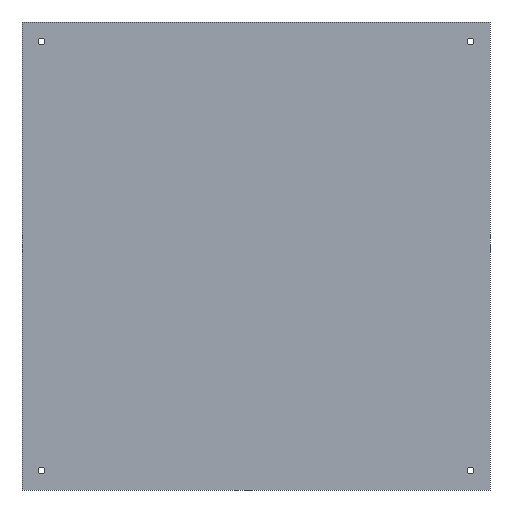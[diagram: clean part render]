
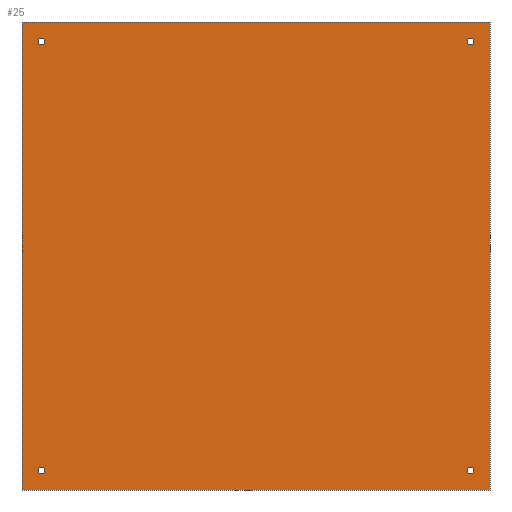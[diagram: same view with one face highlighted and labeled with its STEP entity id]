
A CAD part, front view. The second image highlights one B-rep face of the part: STEP entity #25.
In plain terms, the highlighted planar face has unit normal (0, -1, 0).
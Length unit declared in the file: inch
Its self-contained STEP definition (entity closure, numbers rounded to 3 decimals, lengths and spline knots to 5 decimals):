
#4 = DIRECTION ( 'NONE',  ( 0., 1., 0. ) ) ;
#25 = ADVANCED_FACE ( 'NONE', ( #346, #284, #223, #71, #178 ), #105, .F. ) ;
#26 = DIRECTION ( 'NONE',  ( 0., 1., 0. ) ) ;
#27 = LINE ( 'NONE', #187, #103 ) ;
#29 = CARTESIAN_POINT ( 'NONE',  ( -10.5, -0.0747, 10.5 ) ) ;
#32 = DIRECTION ( 'NONE',  ( 0., 0., 1. ) ) ;
#37 = DIRECTION ( 'NONE',  ( -1., 0., 0. ) ) ;
#38 = CIRCLE ( 'NONE', #85, 0.156 ) ;
#40 = ORIENTED_EDGE ( 'NONE', *, *, #133, .T. ) ;
#43 = CIRCLE ( 'NONE', #188, 0.156 ) ;
#49 = ORIENTED_EDGE ( 'NONE', *, *, #283, .F. ) ;
#54 = DIRECTION ( 'NONE',  ( 0., 1., 0. ) ) ;
#58 = CARTESIAN_POINT ( 'NONE',  ( -9.625, -0.0747, -9.625 ) ) ;
#60 = DIRECTION ( 'NONE',  ( 0., 0., 1. ) ) ;
#69 = AXIS2_PLACEMENT_3D ( 'NONE', #294, #327, #221 ) ;
#71 = FACE_BOUND ( 'NONE', #347, .T. ) ;
#72 = ORIENTED_EDGE ( 'NONE', *, *, #257, .F. ) ;
#79 = EDGE_LOOP ( 'NONE', ( #104, #49, #263, #72 ) ) ;
#81 = LINE ( 'NONE', #265, #107 ) ;
#82 = AXIS2_PLACEMENT_3D ( 'NONE', #211, #4, #60 ) ;
#83 = LINE ( 'NONE', #120, #343 ) ;
#85 = AXIS2_PLACEMENT_3D ( 'NONE', #94, #245, #280 ) ;
#94 = CARTESIAN_POINT ( 'NONE',  ( 9.625, -0.0747, 9.625 ) ) ;
#102 = AXIS2_PLACEMENT_3D ( 'NONE', #162, #26, #32 ) ;
#103 = VECTOR ( 'NONE', #298, 39.37008 ) ;
#104 = ORIENTED_EDGE ( 'NONE', *, *, #119, .F. ) ;
#105 = PLANE ( 'NONE',  #69 ) ;
#106 = DIRECTION ( 'NONE',  ( 0., 0., 1. ) ) ;
#107 = VECTOR ( 'NONE', #164, 39.37008 ) ;
#113 = CARTESIAN_POINT ( 'NONE',  ( -9.625, -0.0747, 9.781 ) ) ;
#119 = EDGE_CURVE ( 'NONE', #201, #300, #83, .T. ) ;
#120 = CARTESIAN_POINT ( 'NONE',  ( 10.5, -0.0747, -10.5 ) ) ;
#125 = VERTEX_POINT ( 'NONE', #113 ) ;
#129 = LINE ( 'NONE', #138, #153 ) ;
#133 = EDGE_CURVE ( 'NONE', #125, #125, #197, .T. ) ;
#134 = VERTEX_POINT ( 'NONE', #222 ) ;
#138 = CARTESIAN_POINT ( 'NONE',  ( 10.5, -0.0747, 10.5 ) ) ;
#152 = ORIENTED_EDGE ( 'NONE', *, *, #155, .T. ) ;
#153 = VECTOR ( 'NONE', #213, 39.37008 ) ;
#154 = EDGE_LOOP ( 'NONE', ( #40 ) ) ;
#155 = EDGE_CURVE ( 'NONE', #134, #134, #43, .T. ) ;
#158 = VERTEX_POINT ( 'NONE', #29 ) ;
#159 = EDGE_CURVE ( 'NONE', #334, #334, #313, .T. ) ;
#162 = CARTESIAN_POINT ( 'NONE',  ( 9.625, -0.0747, -9.625 ) ) ;
#164 = DIRECTION ( 'NONE',  ( 1., 0., 0. ) ) ;
#178 = FACE_OUTER_BOUND ( 'NONE', #79, .T. ) ;
#187 = CARTESIAN_POINT ( 'NONE',  ( -10.5, -0.0747, -10.5 ) ) ;
#188 = AXIS2_PLACEMENT_3D ( 'NONE', #58, #54, #106 ) ;
#190 = ORIENTED_EDGE ( 'NONE', *, *, #159, .T. ) ;
#192 = CARTESIAN_POINT ( 'NONE',  ( 9.625, -0.0747, 9.781 ) ) ;
#197 = CIRCLE ( 'NONE', #82, 0.156 ) ;
#199 = EDGE_CURVE ( 'NONE', #158, #291, #81, .T. ) ;
#201 = VERTEX_POINT ( 'NONE', #295 ) ;
#211 = CARTESIAN_POINT ( 'NONE',  ( -9.625, -0.0747, 9.625 ) ) ;
#213 = DIRECTION ( 'NONE',  ( 0., 0., -1. ) ) ;
#221 = DIRECTION ( 'NONE',  ( 0., 0., 1. ) ) ;
#222 = CARTESIAN_POINT ( 'NONE',  ( -9.625, -0.0747, -9.469 ) ) ;
#223 = FACE_BOUND ( 'NONE', #273, .T. ) ;
#243 = CARTESIAN_POINT ( 'NONE',  ( 9.625, -0.0747, -9.469 ) ) ;
#245 = DIRECTION ( 'NONE',  ( 0., 1., 0. ) ) ;
#254 = VERTEX_POINT ( 'NONE', #192 ) ;
#257 = EDGE_CURVE ( 'NONE', #300, #158, #27, .T. ) ;
#263 = ORIENTED_EDGE ( 'NONE', *, *, #199, .F. ) ;
#264 = CARTESIAN_POINT ( 'NONE',  ( -10.5, -0.0747, -10.5 ) ) ;
#265 = CARTESIAN_POINT ( 'NONE',  ( -10.5, -0.0747, 10.5 ) ) ;
#273 = EDGE_LOOP ( 'NONE', ( #311 ) ) ;
#280 = DIRECTION ( 'NONE',  ( 0., 0., 1. ) ) ;
#283 = EDGE_CURVE ( 'NONE', #291, #201, #129, .T. ) ;
#284 = FACE_BOUND ( 'NONE', #154, .T. ) ;
#291 = VERTEX_POINT ( 'NONE', #303 ) ;
#294 = CARTESIAN_POINT ( 'NONE',  ( 0., -0.0747, 0. ) ) ;
#295 = CARTESIAN_POINT ( 'NONE',  ( 10.5, -0.0747, -10.5 ) ) ;
#296 = EDGE_CURVE ( 'NONE', #254, #254, #38, .T. ) ;
#298 = DIRECTION ( 'NONE',  ( 0., 0., 1. ) ) ;
#300 = VERTEX_POINT ( 'NONE', #264 ) ;
#303 = CARTESIAN_POINT ( 'NONE',  ( 10.5, -0.0747, 10.5 ) ) ;
#311 = ORIENTED_EDGE ( 'NONE', *, *, #296, .T. ) ;
#313 = CIRCLE ( 'NONE', #102, 0.156 ) ;
#315 = EDGE_LOOP ( 'NONE', ( #152 ) ) ;
#327 = DIRECTION ( 'NONE',  ( 0., 1., 0. ) ) ;
#334 = VERTEX_POINT ( 'NONE', #243 ) ;
#343 = VECTOR ( 'NONE', #37, 39.37008 ) ;
#346 = FACE_BOUND ( 'NONE', #315, .T. ) ;
#347 = EDGE_LOOP ( 'NONE', ( #190 ) ) ;
